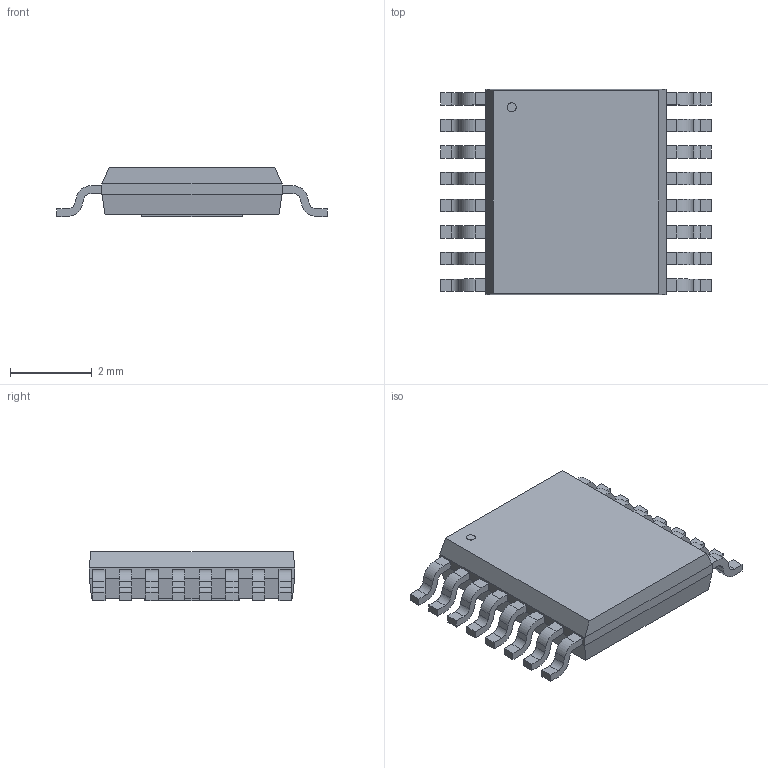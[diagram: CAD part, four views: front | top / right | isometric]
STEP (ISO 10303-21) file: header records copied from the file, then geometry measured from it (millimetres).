
FILE_DESCRIPTION(('STEP AP214'),'1');
FILE_NAME('HTSSOP16_5X6P40-M','2019-10-28T04:05:32',(''),(''),'','','');
FILE_SCHEMA(('AUTOMOTIVE_DESIGN'));
Length unit declared in the file: millimetre
Products named in the file (1): product
Bounding box: 6.6 x 5 x 1.2 mm (x, y, z)
Volume: 0 mm3; surface area: 98.4 mm2
Topology: 1 solids, 245 shells, 247 faces, 1235 edges, 1234 vertices
Faces by surface type: plane 182, cylinder 65
Full cylindrical faces by diameter (mm): 0.22 x1
Entity records: 13652 total; most frequent: CARTESIAN_POINT 2717, VERTEX_POINT 2466, DIRECTION 1990, ORIENTED_EDGE 1236, EDGE_CURVE 1234, LINE 976, VECTOR 976, AXIS2_PLACEMENT_3D 507
